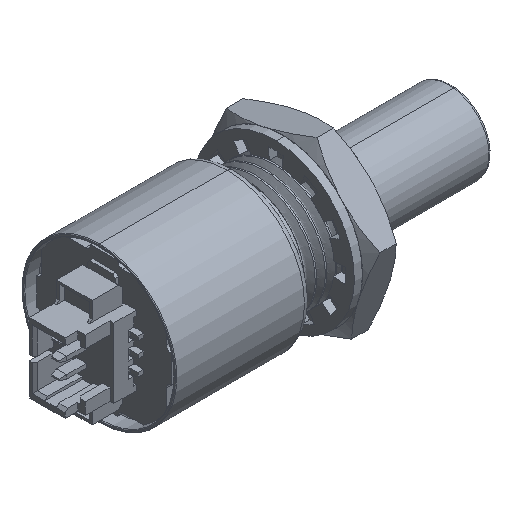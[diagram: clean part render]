
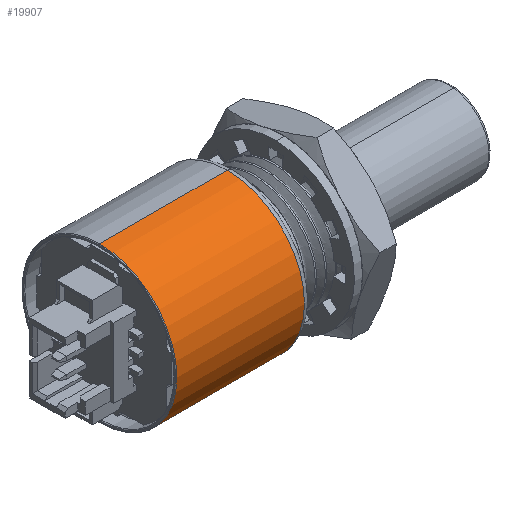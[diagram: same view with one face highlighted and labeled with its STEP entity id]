
A CAD part, isometric view. The second image highlights one B-rep face of the part: STEP entity #19907.
In plain terms, the highlighted cylindrical face has radius 6.096 mm (diameter 12.192 mm), a partial arc.
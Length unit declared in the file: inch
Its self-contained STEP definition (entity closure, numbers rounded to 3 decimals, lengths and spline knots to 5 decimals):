
#1589 = VECTOR ( 'NONE', #32597, 39.37008 ) ;
#2731 = CARTESIAN_POINT ( 'NONE',  ( 0., 0., 0. ) ) ;
#2882 = ORIENTED_EDGE ( 'NONE', *, *, #13641, .F. ) ;
#3390 = EDGE_LOOP ( 'NONE', ( #2882, #25725, #6663, #31261 ) ) ;
#3898 = CARTESIAN_POINT ( 'NONE',  ( -0.277, 0., 0.24 ) ) ;
#5000 = CYLINDRICAL_SURFACE ( 'NONE', #30578, 0.24 ) ;
#5668 = DIRECTION ( 'NONE',  ( 0., 0., -1. ) ) ;
#5832 = VERTEX_POINT ( 'NONE', #10005 ) ;
#6663 = ORIENTED_EDGE ( 'NONE', *, *, #8277, .T. ) ;
#8277 = EDGE_CURVE ( 'NONE', #22068, #5832, #19583, .T. ) ;
#8981 = CARTESIAN_POINT ( 'NONE',  ( 0., 0., -0.24 ) ) ;
#9245 = DIRECTION ( 'NONE',  ( -1., 0., 0. ) ) ;
#10005 = CARTESIAN_POINT ( 'NONE',  ( -0.277, 0., -0.24 ) ) ;
#11949 = CIRCLE ( 'NONE', #31582, 0.24 ) ;
#13641 = EDGE_CURVE ( 'NONE', #25298, #34100, #16532, .T. ) ;
#14613 = DIRECTION ( 'NONE',  ( 1., 0., 0. ) ) ;
#16053 = FACE_OUTER_BOUND ( 'NONE', #3390, .T. ) ;
#16532 = LINE ( 'NONE', #26929, #1589 ) ;
#16837 = CARTESIAN_POINT ( 'NONE',  ( -0.673, 0., 0. ) ) ;
#19583 = LINE ( 'NONE', #8981, #27099 ) ;
#19614 = DIRECTION ( 'NONE',  ( 1., 0., 0. ) ) ;
#19691 = DIRECTION ( 'NONE',  ( 0., 0., -1. ) ) ;
#19714 = CIRCLE ( 'NONE', #31034, 0.24 ) ;
#19907 = ADVANCED_FACE ( 'NONE', ( #16053 ), #5000, .T. ) ;
#22068 = VERTEX_POINT ( 'NONE', #28964 ) ;
#25298 = VERTEX_POINT ( 'NONE', #36007 ) ;
#25725 = ORIENTED_EDGE ( 'NONE', *, *, #35635, .T. ) ;
#26113 = CARTESIAN_POINT ( 'NONE',  ( -0.277, 0., 0. ) ) ;
#26929 = CARTESIAN_POINT ( 'NONE',  ( 0., 0., 0.24 ) ) ;
#27099 = VECTOR ( 'NONE', #14613, 39.37008 ) ;
#28948 = DIRECTION ( 'NONE',  ( 0., 0., -1. ) ) ;
#28964 = CARTESIAN_POINT ( 'NONE',  ( -0.673, 0., -0.24 ) ) ;
#30578 = AXIS2_PLACEMENT_3D ( 'NONE', #2731, #19614, #5668 ) ;
#31034 = AXIS2_PLACEMENT_3D ( 'NONE', #26113, #9245, #28948 ) ;
#31261 = ORIENTED_EDGE ( 'NONE', *, *, #34009, .T. ) ;
#31582 = AXIS2_PLACEMENT_3D ( 'NONE', #16837, #36591, #19691 ) ;
#32597 = DIRECTION ( 'NONE',  ( 1., 0., 0. ) ) ;
#34009 = EDGE_CURVE ( 'NONE', #5832, #34100, #19714, .T. ) ;
#34100 = VERTEX_POINT ( 'NONE', #3898 ) ;
#35635 = EDGE_CURVE ( 'NONE', #25298, #22068, #11949, .T. ) ;
#36007 = CARTESIAN_POINT ( 'NONE',  ( -0.673, 0., 0.24 ) ) ;
#36591 = DIRECTION ( 'NONE',  ( 1., 0., 0. ) ) ;
